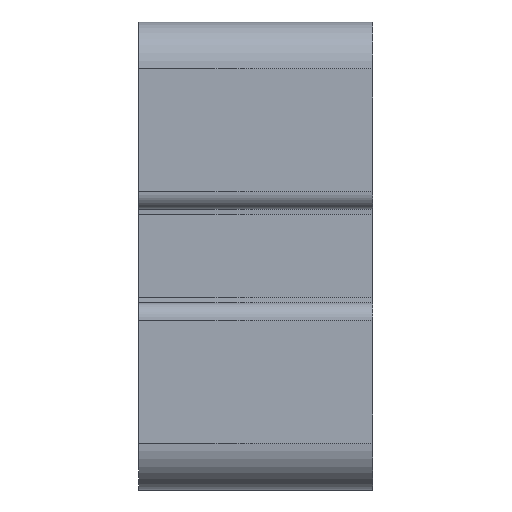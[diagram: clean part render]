
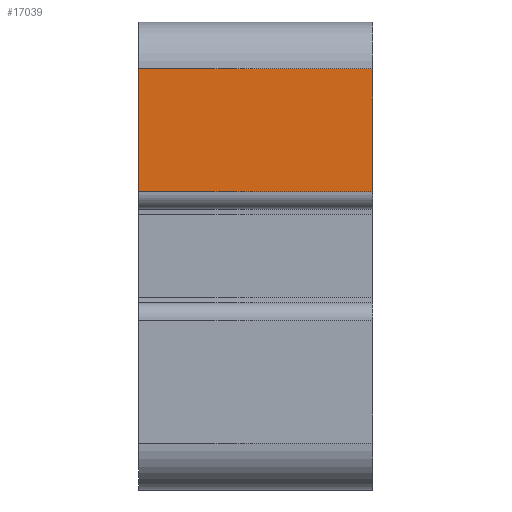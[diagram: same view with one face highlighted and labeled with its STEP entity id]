
A CAD part, left-side view. The second image highlights one B-rep face of the part: STEP entity #17039.
In plain terms, the highlighted planar face has unit normal (-1, 0, 0).
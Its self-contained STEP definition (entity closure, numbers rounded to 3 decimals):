
#45 = PLANE('',#46);
#46 = AXIS2_PLACEMENT_3D('',#47,#48,#49);
#47 = CARTESIAN_POINT('',(0.,10.,0.));
#48 = DIRECTION('',(0.,-1.,0.));
#49 = DIRECTION('',(1.,0.,0.));
#102 = PLANE('',#103);
#103 = AXIS2_PLACEMENT_3D('',#104,#105,#106);
#104 = CARTESIAN_POINT('',(0.,-10.,0.)
  );
#105 = DIRECTION('',(0.,-1.,0.));
#106 = DIRECTION('',(1.,0.,0.));
#13250 = VERTEX_POINT('',#13251);
#13251 = CARTESIAN_POINT('',(-40.,10.,5.5));
#13270 = CYLINDRICAL_SURFACE('',#13271,1.5);
#13271 = AXIS2_PLACEMENT_3D('',#13272,#13273,#13274);
#13272 = CARTESIAN_POINT('',(-38.5,10.,5.5));
#13273 = DIRECTION('',(0.,-1.,0.));
#13274 = DIRECTION('',(0.,0.,-1.));
#13282 = EDGE_CURVE('',#13283,#13250,#13285,.T.);
#13283 = VERTEX_POINT('',#13284);
#13284 = CARTESIAN_POINT('',(-40.,10.,16.));
#13285 = SURFACE_CURVE('',#13286,(#13290,#13297),.PCURVE_S1.);
#13286 = LINE('',#13287,#13288);
#13287 = CARTESIAN_POINT('',(-40.,10.,16.));
#13288 = VECTOR('',#13289,1.);
#13289 = DIRECTION('',(0.,0.,-1.));
#13290 = PCURVE('',#45,#13291);
#13291 = DEFINITIONAL_REPRESENTATION('',(#13292),#13296);
#13292 = LINE('',#13293,#13294);
#13293 = CARTESIAN_POINT('',(-40.,16.));
#13294 = VECTOR('',#13295,1.);
#13295 = DIRECTION('',(0.,-1.));
#13296 = ( GEOMETRIC_REPRESENTATION_CONTEXT(2) 
PARAMETRIC_REPRESENTATION_CONTEXT() REPRESENTATION_CONTEXT('2D SPACE',''
  ) );
#13297 = PCURVE('',#13298,#13303);
#13298 = PLANE('',#13299);
#13299 = AXIS2_PLACEMENT_3D('',#13300,#13301,#13302);
#13300 = CARTESIAN_POINT('',(-40.,10.,0.));
#13301 = DIRECTION('',(-1.,0.,0.));
#13302 = DIRECTION('',(0.,0.,-1.));
#13303 = DEFINITIONAL_REPRESENTATION('',(#13304),#13308);
#13304 = LINE('',#13305,#13306);
#13305 = CARTESIAN_POINT('',(-16.,0.));
#13306 = VECTOR('',#13307,1.);
#13307 = DIRECTION('',(1.,0.));
#13308 = ( GEOMETRIC_REPRESENTATION_CONTEXT(2) 
PARAMETRIC_REPRESENTATION_CONTEXT() REPRESENTATION_CONTEXT('2D SPACE',''
  ) );
#13327 = CYLINDRICAL_SURFACE('',#13328,4.);
#13328 = AXIS2_PLACEMENT_3D('',#13329,#13330,#13331);
#13329 = CARTESIAN_POINT('',(-36.,10.,16.));
#13330 = DIRECTION('',(0.,-1.,0.));
#13331 = DIRECTION('',(1.,0.,0.));
#15725 = VERTEX_POINT('',#15726);
#15726 = CARTESIAN_POINT('',(-40.,-10.,5.5));
#15750 = EDGE_CURVE('',#13250,#15725,#15751,.T.);
#15751 = SURFACE_CURVE('',#15752,(#15756,#15763),.PCURVE_S1.);
#15752 = LINE('',#15753,#15754);
#15753 = CARTESIAN_POINT('',(-40.,10.,5.5));
#15754 = VECTOR('',#15755,1.);
#15755 = DIRECTION('',(0.,-1.,0.));
#15756 = PCURVE('',#13270,#15757);
#15757 = DEFINITIONAL_REPRESENTATION('',(#15758),#15762);
#15758 = LINE('',#15759,#15760);
#15759 = CARTESIAN_POINT('',(4.712,0.));
#15760 = VECTOR('',#15761,1.);
#15761 = DIRECTION('',(0.,1.));
#15762 = ( GEOMETRIC_REPRESENTATION_CONTEXT(2) 
PARAMETRIC_REPRESENTATION_CONTEXT() REPRESENTATION_CONTEXT('2D SPACE',''
  ) );
#15763 = PCURVE('',#13298,#15764);
#15764 = DEFINITIONAL_REPRESENTATION('',(#15765),#15769);
#15765 = LINE('',#15766,#15767);
#15766 = CARTESIAN_POINT('',(-5.5,0.));
#15767 = VECTOR('',#15768,1.);
#15768 = DIRECTION('',(0.,1.));
#15769 = ( GEOMETRIC_REPRESENTATION_CONTEXT(2) 
PARAMETRIC_REPRESENTATION_CONTEXT() REPRESENTATION_CONTEXT('2D SPACE',''
  ) );
#17039 = ADVANCED_FACE('',(#17040),#13298,.T.);
#17040 = FACE_BOUND('',#17041,.T.);
#17041 = EDGE_LOOP('',(#17042,#17043,#17066,#17087));
#17042 = ORIENTED_EDGE('',*,*,#15750,.T.);
#17043 = ORIENTED_EDGE('',*,*,#17044,.T.);
#17044 = EDGE_CURVE('',#15725,#17045,#17047,.T.);
#17045 = VERTEX_POINT('',#17046);
#17046 = CARTESIAN_POINT('',(-40.,-10.,16.));
#17047 = SURFACE_CURVE('',#17048,(#17052,#17059),.PCURVE_S1.);
#17048 = LINE('',#17049,#17050);
#17049 = CARTESIAN_POINT('',(-40.,-10.,16.));
#17050 = VECTOR('',#17051,1.);
#17051 = DIRECTION('',(0.,0.,1.));
#17052 = PCURVE('',#13298,#17053);
#17053 = DEFINITIONAL_REPRESENTATION('',(#17054),#17058);
#17054 = LINE('',#17055,#17056);
#17055 = CARTESIAN_POINT('',(-16.,20.));
#17056 = VECTOR('',#17057,1.);
#17057 = DIRECTION('',(-1.,0.));
#17058 = ( GEOMETRIC_REPRESENTATION_CONTEXT(2) 
PARAMETRIC_REPRESENTATION_CONTEXT() REPRESENTATION_CONTEXT('2D SPACE',''
  ) );
#17059 = PCURVE('',#102,#17060);
#17060 = DEFINITIONAL_REPRESENTATION('',(#17061),#17065);
#17061 = LINE('',#17062,#17063);
#17062 = CARTESIAN_POINT('',(-40.,16.));
#17063 = VECTOR('',#17064,1.);
#17064 = DIRECTION('',(0.,1.));
#17065 = ( GEOMETRIC_REPRESENTATION_CONTEXT(2) 
PARAMETRIC_REPRESENTATION_CONTEXT() REPRESENTATION_CONTEXT('2D SPACE',''
  ) );
#17066 = ORIENTED_EDGE('',*,*,#17067,.F.);
#17067 = EDGE_CURVE('',#13283,#17045,#17068,.T.);
#17068 = SURFACE_CURVE('',#17069,(#17073,#17080),.PCURVE_S1.);
#17069 = LINE('',#17070,#17071);
#17070 = CARTESIAN_POINT('',(-40.,10.,16.));
#17071 = VECTOR('',#17072,1.);
#17072 = DIRECTION('',(0.,-1.,0.));
#17073 = PCURVE('',#13298,#17074);
#17074 = DEFINITIONAL_REPRESENTATION('',(#17075),#17079);
#17075 = LINE('',#17076,#17077);
#17076 = CARTESIAN_POINT('',(-16.,0.));
#17077 = VECTOR('',#17078,1.);
#17078 = DIRECTION('',(0.,1.));
#17079 = ( GEOMETRIC_REPRESENTATION_CONTEXT(2) 
PARAMETRIC_REPRESENTATION_CONTEXT() REPRESENTATION_CONTEXT('2D SPACE',''
  ) );
#17080 = PCURVE('',#13327,#17081);
#17081 = DEFINITIONAL_REPRESENTATION('',(#17082),#17086);
#17082 = LINE('',#17083,#17084);
#17083 = CARTESIAN_POINT('',(3.142,0.));
#17084 = VECTOR('',#17085,1.);
#17085 = DIRECTION('',(0.,1.));
#17086 = ( GEOMETRIC_REPRESENTATION_CONTEXT(2) 
PARAMETRIC_REPRESENTATION_CONTEXT() REPRESENTATION_CONTEXT('2D SPACE',''
  ) );
#17087 = ORIENTED_EDGE('',*,*,#13282,.T.);
